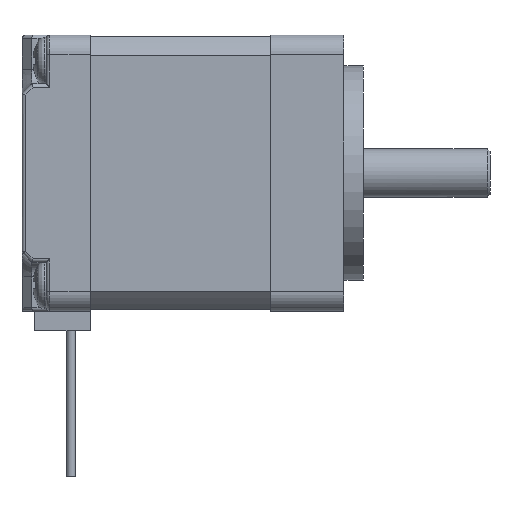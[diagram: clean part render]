
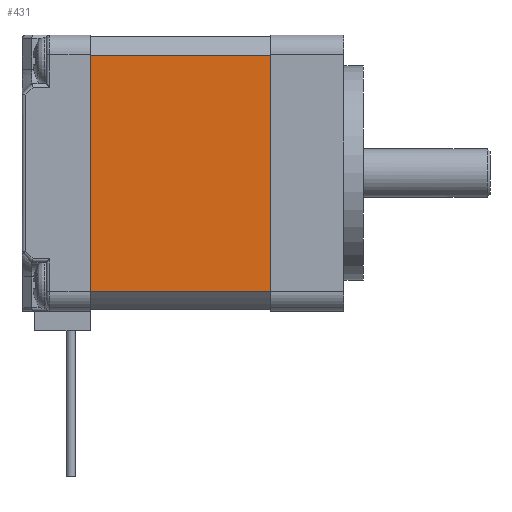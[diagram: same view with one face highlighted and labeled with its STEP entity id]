
A CAD part, left-side view. The second image highlights one B-rep face of the part: STEP entity #431.
In plain terms, the highlighted planar face has unit normal (-1, 0, 0).
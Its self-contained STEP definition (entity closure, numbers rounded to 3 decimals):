
#431 = ADVANCED_FACE( '', ( #896 ), #897, .T. );
#896 = FACE_OUTER_BOUND( '', #1454, .T. );
#897 = PLANE( '', #1455 );
#1454 = EDGE_LOOP( '', ( #2336, #2337, #2338, #2339 ) );
#1455 = AXIS2_PLACEMENT_3D( '', #2340, #2341, #2342 );
#2336 = ORIENTED_EDGE( '', *, *, #3310, .F. );
#2337 = ORIENTED_EDGE( '', *, *, #3407, .F. );
#2338 = ORIENTED_EDGE( '', *, *, #3408, .T. );
#2339 = ORIENTED_EDGE( '', *, *, #3409, .T. );
#2340 = CARTESIAN_POINT( '', ( -14., -41.571, -12.093 ) );
#2341 = DIRECTION( '', ( -1., 0., 0. ) );
#2342 = DIRECTION( '', ( 0., 0., 1. ) );
#3310 = EDGE_CURVE( '', #3946, #3936, #3948, .T. );
#3407 = EDGE_CURVE( '', #4093, #3946, #4094, .T. );
#3408 = EDGE_CURVE( '', #4093, #4095, #4096, .T. );
#3409 = EDGE_CURVE( '', #4095, #3936, #4097, .T. );
#3936 = VERTEX_POINT( '', #4750 );
#3946 = VERTEX_POINT( '', #4762 );
#3948 = LINE( '', #4764, #4765 );
#4093 = VERTEX_POINT( '', #4972 );
#4094 = LINE( '', #4973, #4974 );
#4095 = VERTEX_POINT( '', #4975 );
#4096 = LINE( '', #4976, #4977 );
#4097 = LINE( '', #4978, #4979 );
#4750 = CARTESIAN_POINT( '', ( -14., -6.071, 12.093 ) );
#4762 = CARTESIAN_POINT( '', ( -14., -6.071, -12.093 ) );
#4764 = CARTESIAN_POINT( '', ( -14., -6.071, -12.093 ) );
#4765 = VECTOR( '', #5637, 1000. );
#4972 = CARTESIAN_POINT( '', ( -14., -24.571, -12.093 ) );
#4973 = CARTESIAN_POINT( '', ( -14., -41.571, -12.093 ) );
#4974 = VECTOR( '', #5757, 1000. );
#4975 = CARTESIAN_POINT( '', ( -14., -24.571, 12.093 ) );
#4976 = CARTESIAN_POINT( '', ( -14., -24.571, -12.093 ) );
#4977 = VECTOR( '', #5758, 1000. );
#4978 = CARTESIAN_POINT( '', ( -14., -41.571, 12.093 ) );
#4979 = VECTOR( '', #5759, 1000. );
#5637 = DIRECTION( '', ( 0., 0., 1. ) );
#5757 = DIRECTION( '', ( 0., 1., 0. ) );
#5758 = DIRECTION( '', ( 0., 0., 1. ) );
#5759 = DIRECTION( '', ( 0., 1., 0. ) );
